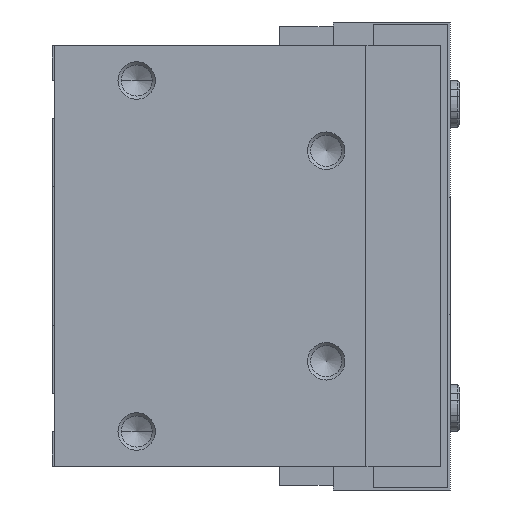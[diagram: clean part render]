
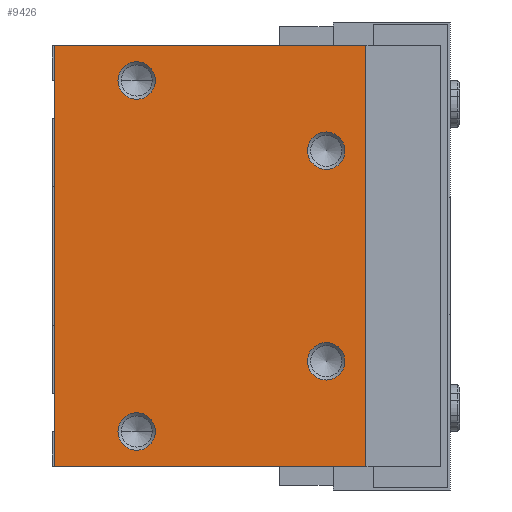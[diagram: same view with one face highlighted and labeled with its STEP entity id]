
A CAD part, left-side view. The second image highlights one B-rep face of the part: STEP entity #9426.
In plain terms, the highlighted planar face has unit normal (-1, 0, 0).
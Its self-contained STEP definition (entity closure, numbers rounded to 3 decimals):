
#8148=CARTESIAN_POINT('',(-1290.0,-0.5,-45.));
#8149=VERTEX_POINT('',#8148);
#8156=CARTESIAN_POINT('',(-1290.0,-0.5,45.));
#8157=VERTEX_POINT('',#8156);
#8158=CARTESIAN_POINT('',(-1290.0,-0.5,-45.));
#8159=DIRECTION('',(0.0,0.0,1.0));
#8160=VECTOR('',#8159,90.0);
#8161=LINE('',#8158,#8160);
#8162=EDGE_CURVE('',#8149,#8157,#8161,.T.);
#8242=CARTESIAN_POINT('',(-1290.0,-67.,-45.));
#8243=VERTEX_POINT('',#8242);
#8250=CARTESIAN_POINT('',(-1290.0,-0.5,-45.));
#8251=DIRECTION('',(0.0,-1.0,0.0));
#8252=VECTOR('',#8251,66.5);
#8253=LINE('',#8250,#8252);
#8254=EDGE_CURVE('',#8149,#8243,#8253,.T.);
#8322=CARTESIAN_POINT('',(-1290.0,-67.,45.));
#8323=VERTEX_POINT('',#8322);
#8324=CARTESIAN_POINT('',(-1290.0,-67.,45.));
#8325=DIRECTION('',(0.0,1.0,0.0));
#8326=VECTOR('',#8325,66.5);
#8327=LINE('',#8324,#8326);
#8328=EDGE_CURVE('',#8323,#8157,#8327,.T.);
#9186=CARTESIAN_POINT('',(-1290.0,-22.,37.5));
#9187=VERTEX_POINT('',#9186);
#9188=CARTESIAN_POINT('',(-1290.0,-18.,37.5));
#9189=DIRECTION('',(1.0,0.0,0.0));
#9190=DIRECTION('',(0.0,-1.0,0.0));
#9191=AXIS2_PLACEMENT_3D('',#9188,#9189,#9190);
#9192=CIRCLE('',#9191,4.);
#9193=EDGE_CURVE('',#9187,#9187,#9192,.T.);
#9243=CARTESIAN_POINT('',(-1290.0,-22.,-37.5));
#9244=VERTEX_POINT('',#9243);
#9245=CARTESIAN_POINT('',(-1290.0,-18.,-37.5));
#9246=DIRECTION('',(1.0,0.0,0.0));
#9247=DIRECTION('',(0.0,-1.0,0.0));
#9248=AXIS2_PLACEMENT_3D('',#9245,#9246,#9247);
#9249=CIRCLE('',#9248,4.);
#9250=EDGE_CURVE('',#9244,#9244,#9249,.T.);
#9300=CARTESIAN_POINT('',(-1290.0,-62.5,22.5));
#9301=VERTEX_POINT('',#9300);
#9302=CARTESIAN_POINT('',(-1290.0,-58.5,22.5));
#9303=DIRECTION('',(1.0,0.0,0.0));
#9304=DIRECTION('',(0.0,-1.0,0.0));
#9305=AXIS2_PLACEMENT_3D('',#9302,#9303,#9304);
#9306=CIRCLE('',#9305,4.);
#9307=EDGE_CURVE('',#9301,#9301,#9306,.T.);
#9357=CARTESIAN_POINT('',(-1290.0,-62.5,-22.5));
#9358=VERTEX_POINT('',#9357);
#9359=CARTESIAN_POINT('',(-1290.0,-58.5,-22.5));
#9360=DIRECTION('',(1.0,0.0,0.0));
#9361=DIRECTION('',(0.0,-1.0,0.0));
#9362=AXIS2_PLACEMENT_3D('',#9359,#9360,#9361);
#9363=CIRCLE('',#9362,4.);
#9364=EDGE_CURVE('',#9358,#9358,#9363,.T.);
#9398=CARTESIAN_POINT('',(-1290.0,-0.5,0.));
#9399=DIRECTION('',(-1.0,0.0,0.0));
#9400=DIRECTION('',(0.0,0.0,-1.0));
#9401=AXIS2_PLACEMENT_3D('',#9398,#9399,#9400);
#9402=PLANE('',#9401);
#9403=ORIENTED_EDGE('',*,*,#8254,.T.);
#9404=CARTESIAN_POINT('',(-1290.0,-67.,45.));
#9405=DIRECTION('',(0.0,0.0,-1.0));
#9406=VECTOR('',#9405,90.0);
#9407=LINE('',#9404,#9406);
#9408=EDGE_CURVE('',#8323,#8243,#9407,.T.);
#9409=ORIENTED_EDGE('',*,*,#9408,.F.);
#9410=ORIENTED_EDGE('',*,*,#8328,.T.);
#9411=ORIENTED_EDGE('',*,*,#8162,.F.);
#9412=EDGE_LOOP('',(#9403,#9409,#9410,#9411));
#9413=FACE_OUTER_BOUND('',#9412,.T.);
#9414=ORIENTED_EDGE('',*,*,#9193,.T.);
#9415=EDGE_LOOP('',(#9414));
#9416=FACE_BOUND('',#9415,.T.);
#9417=ORIENTED_EDGE('',*,*,#9250,.T.);
#9418=EDGE_LOOP('',(#9417));
#9419=FACE_BOUND('',#9418,.T.);
#9420=ORIENTED_EDGE('',*,*,#9307,.T.);
#9421=EDGE_LOOP('',(#9420));
#9422=FACE_BOUND('',#9421,.T.);
#9423=ORIENTED_EDGE('',*,*,#9364,.T.);
#9424=EDGE_LOOP('',(#9423));
#9425=FACE_BOUND('',#9424,.T.);
#9426=ADVANCED_FACE('',(#9413,#9416,#9419,#9422,#9425),#9402,.T.);
